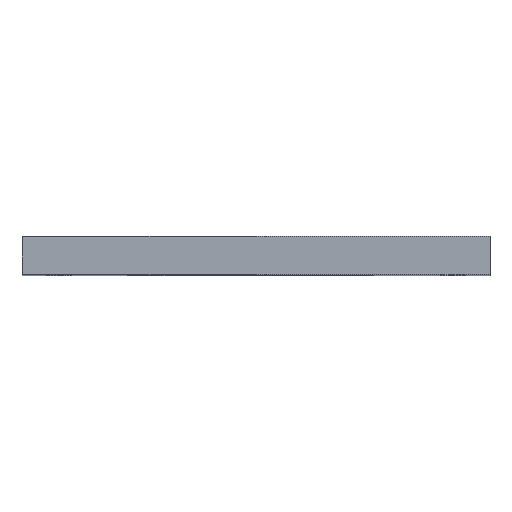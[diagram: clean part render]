
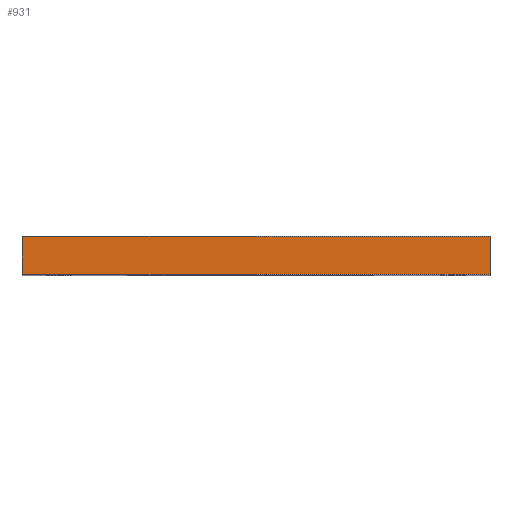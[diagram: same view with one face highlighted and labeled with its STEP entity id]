
A CAD part, top view. The second image highlights one B-rep face of the part: STEP entity #931.
In plain terms, the highlighted planar face has unit normal (0, 0, 1).
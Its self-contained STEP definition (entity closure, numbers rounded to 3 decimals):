
#129=FACE_OUTER_BOUND('',#175,.T.);
#175=EDGE_LOOP('',(#755,#756,#757,#758));
#273=LINE('',#1536,#365);
#274=LINE('',#1539,#366);
#275=LINE('',#1541,#367);
#276=LINE('',#1542,#368);
#365=VECTOR('',#1271,10.);
#366=VECTOR('',#1274,10.);
#367=VECTOR('',#1275,10.);
#368=VECTOR('',#1276,10.);
#459=VERTEX_POINT('',#1532);
#460=VERTEX_POINT('',#1534);
#461=VERTEX_POINT('',#1538);
#462=VERTEX_POINT('',#1540);
#585=EDGE_CURVE('',#459,#460,#273,.T.);
#586=EDGE_CURVE('',#459,#461,#274,.T.);
#587=EDGE_CURVE('',#462,#460,#275,.T.);
#588=EDGE_CURVE('',#461,#462,#276,.T.);
#755=ORIENTED_EDGE('',*,*,#586,.F.);
#756=ORIENTED_EDGE('',*,*,#585,.T.);
#757=ORIENTED_EDGE('',*,*,#587,.F.);
#758=ORIENTED_EDGE('',*,*,#588,.F.);
#885=PLANE('',#1031);
#931=ADVANCED_FACE('',(#129),#885,.T.);
#1031=AXIS2_PLACEMENT_3D('',#1537,#1272,#1273);
#1271=DIRECTION('',(0.,1.,0.));
#1272=DIRECTION('center_axis',(0.,0.,1.));
#1273=DIRECTION('ref_axis',(1.,0.,0.));
#1274=DIRECTION('',(-1.,0.,0.));
#1275=DIRECTION('',(1.,0.,0.));
#1276=DIRECTION('',(0.,1.,0.));
#1532=CARTESIAN_POINT('',(51.283,0.,49.996));
#1534=CARTESIAN_POINT('',(51.283,5.1,49.996));
#1536=CARTESIAN_POINT('',(51.283,0.,49.996));
#1537=CARTESIAN_POINT('Origin',(-11.579,0.,49.996));
#1538=CARTESIAN_POINT('',(-11.579,0.,49.996));
#1539=CARTESIAN_POINT('',(51.283,0.,49.996));
#1540=CARTESIAN_POINT('',(-11.579,5.1,49.996));
#1541=CARTESIAN_POINT('',(51.283,5.1,49.996));
#1542=CARTESIAN_POINT('',(-11.579,0.,49.996));
